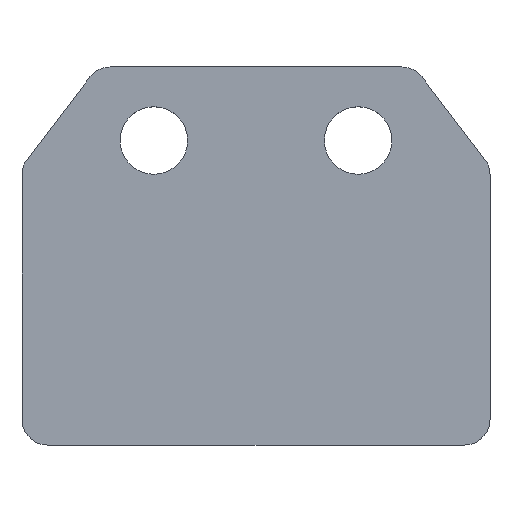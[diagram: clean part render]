
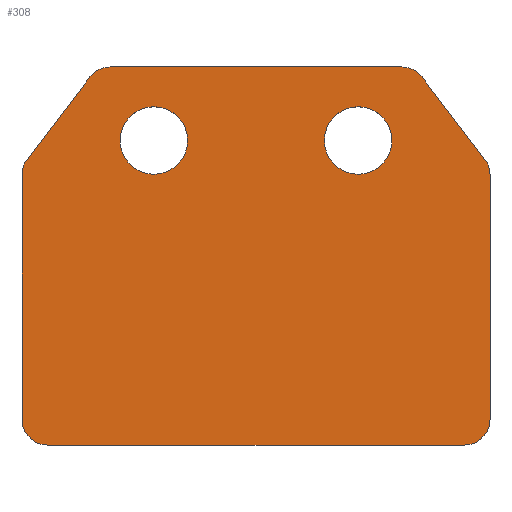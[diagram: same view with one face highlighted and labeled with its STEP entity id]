
A CAD part, top view. The second image highlights one B-rep face of the part: STEP entity #308.
In plain terms, the highlighted planar face has unit normal (0, 0, 1).
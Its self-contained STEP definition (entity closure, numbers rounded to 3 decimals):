
#17=FACE_BOUND('',#61,.T.);
#18=FACE_BOUND('',#62,.T.);
#26=PLANE('',#354);
#42=FACE_OUTER_BOUND('',#60,.T.);
#60=EDGE_LOOP('',(#271,#272,#273,#274,#275,#276,#277,#278,#279,#280,#281,
#282));
#61=EDGE_LOOP('',(#283));
#62=EDGE_LOOP('',(#284));
#67=LINE('',#462,#93);
#75=LINE('',#494,#101);
#78=LINE('',#502,#104);
#81=LINE('',#510,#107);
#84=LINE('',#518,#110);
#88=LINE('',#532,#114);
#93=VECTOR('',#369,10.);
#101=VECTOR('',#399,10.);
#104=VECTOR('',#408,10.);
#107=VECTOR('',#417,10.);
#110=VECTOR('',#426,10.);
#114=VECTOR('',#444,10.);
#115=CIRCLE('',#324,2.5);
#124=CIRCLE('',#336,2.5);
#125=CIRCLE('',#339,2.5);
#126=CIRCLE('',#342,2.5);
#127=CIRCLE('',#345,2.5);
#128=CIRCLE('',#348,2.5);
#129=CIRCLE('',#350,3.3);
#130=CIRCLE('',#352,3.3);
#131=VERTEX_POINT('',#449);
#132=VERTEX_POINT('',#450);
#136=VERTEX_POINT('',#460);
#148=VERTEX_POINT('',#488);
#149=VERTEX_POINT('',#492);
#150=VERTEX_POINT('',#496);
#151=VERTEX_POINT('',#500);
#152=VERTEX_POINT('',#504);
#153=VERTEX_POINT('',#508);
#154=VERTEX_POINT('',#512);
#155=VERTEX_POINT('',#516);
#156=VERTEX_POINT('',#520);
#157=VERTEX_POINT('',#524);
#158=VERTEX_POINT('',#528);
#159=EDGE_CURVE('',#131,#132,#115,.T.);
#165=EDGE_CURVE('',#131,#136,#67,.T.);
#178=EDGE_CURVE('',#148,#136,#124,.T.);
#181=EDGE_CURVE('',#148,#149,#75,.T.);
#182=EDGE_CURVE('',#150,#149,#125,.T.);
#185=EDGE_CURVE('',#150,#151,#78,.T.);
#186=EDGE_CURVE('',#152,#151,#126,.T.);
#189=EDGE_CURVE('',#152,#153,#81,.T.);
#190=EDGE_CURVE('',#154,#153,#127,.T.);
#193=EDGE_CURVE('',#154,#155,#84,.T.);
#194=EDGE_CURVE('',#156,#155,#128,.T.);
#196=EDGE_CURVE('',#157,#157,#129,.T.);
#198=EDGE_CURVE('',#158,#158,#130,.T.);
#200=EDGE_CURVE('',#156,#132,#88,.T.);
#271=ORIENTED_EDGE('',*,*,#159,.F.);
#272=ORIENTED_EDGE('',*,*,#165,.T.);
#273=ORIENTED_EDGE('',*,*,#178,.F.);
#274=ORIENTED_EDGE('',*,*,#181,.T.);
#275=ORIENTED_EDGE('',*,*,#182,.F.);
#276=ORIENTED_EDGE('',*,*,#185,.T.);
#277=ORIENTED_EDGE('',*,*,#186,.F.);
#278=ORIENTED_EDGE('',*,*,#189,.T.);
#279=ORIENTED_EDGE('',*,*,#190,.F.);
#280=ORIENTED_EDGE('',*,*,#193,.T.);
#281=ORIENTED_EDGE('',*,*,#194,.F.);
#282=ORIENTED_EDGE('',*,*,#200,.T.);
#283=ORIENTED_EDGE('',*,*,#198,.T.);
#284=ORIENTED_EDGE('',*,*,#196,.T.);
#308=ADVANCED_FACE('',(#42,#17,#18),#26,.T.);
#324=AXIS2_PLACEMENT_3D('',#451,#359,#360);
#336=AXIS2_PLACEMENT_3D('',#489,#393,#394);
#339=AXIS2_PLACEMENT_3D('',#497,#402,#403);
#342=AXIS2_PLACEMENT_3D('',#505,#411,#412);
#345=AXIS2_PLACEMENT_3D('',#513,#420,#421);
#348=AXIS2_PLACEMENT_3D('',#521,#429,#430);
#350=AXIS2_PLACEMENT_3D('',#525,#434,#435);
#352=AXIS2_PLACEMENT_3D('',#529,#439,#440);
#354=AXIS2_PLACEMENT_3D('',#533,#445,#446);
#359=DIRECTION('center_axis',(0.,0.,-1.));
#360=DIRECTION('ref_axis',(-0.444,0.896,0.));
#369=DIRECTION('',(-0.607,-0.795,0.));
#393=DIRECTION('center_axis',(0.,0.,-1.));
#394=DIRECTION('ref_axis',(-0.947,0.32,0.));
#399=DIRECTION('',(0.,-1.,0.));
#402=DIRECTION('center_axis',(0.,0.,-1.));
#403=DIRECTION('ref_axis',(-0.707,-0.707,0.));
#408=DIRECTION('',(1.,0.,0.));
#411=DIRECTION('center_axis',(0.,0.,-1.));
#412=DIRECTION('ref_axis',(0.707,-0.707,0.));
#417=DIRECTION('',(0.,1.,0.));
#420=DIRECTION('center_axis',(0.,0.,-1.));
#421=DIRECTION('ref_axis',(0.947,0.32,0.));
#426=DIRECTION('',(-0.607,0.795,0.));
#429=DIRECTION('center_axis',(0.,0.,-1.));
#430=DIRECTION('ref_axis',(0.444,0.896,0.));
#434=DIRECTION('center_axis',(0.,0.,-1.));
#435=DIRECTION('ref_axis',(1.,0.,0.));
#439=DIRECTION('center_axis',(0.,0.,-1.));
#440=DIRECTION('ref_axis',(1.,0.,0.));
#444=DIRECTION('',(-1.,0.,0.));
#445=DIRECTION('center_axis',(0.,0.,1.));
#446=DIRECTION('ref_axis',(1.,0.,0.));
#449=CARTESIAN_POINT('',(-16.25,17.516,3.));
#450=CARTESIAN_POINT('',(-14.263,18.5,3.));
#451=CARTESIAN_POINT('Origin',(-14.263,16.,3.));
#460=CARTESIAN_POINT('',(-22.388,9.472,3.));
#462=CARTESIAN_POINT('',(-22.9,8.8,3.));
#488=CARTESIAN_POINT('',(-22.9,7.955,3.));
#489=CARTESIAN_POINT('Origin',(-20.4,7.955,3.));
#492=CARTESIAN_POINT('',(-22.9,-16.,3.));
#494=CARTESIAN_POINT('',(-22.9,-18.5,3.));
#496=CARTESIAN_POINT('',(-20.4,-18.5,3.));
#497=CARTESIAN_POINT('Origin',(-20.4,-16.,3.));
#500=CARTESIAN_POINT('',(20.4,-18.5,3.));
#502=CARTESIAN_POINT('',(22.9,-18.5,3.));
#504=CARTESIAN_POINT('',(22.9,-16.,3.));
#505=CARTESIAN_POINT('Origin',(20.4,-16.,3.));
#508=CARTESIAN_POINT('',(22.9,7.955,3.));
#510=CARTESIAN_POINT('',(22.9,8.8,3.));
#512=CARTESIAN_POINT('',(22.388,9.472,3.));
#513=CARTESIAN_POINT('Origin',(20.4,7.955,3.));
#516=CARTESIAN_POINT('',(16.25,17.516,3.));
#518=CARTESIAN_POINT('',(22.9,8.8,3.));
#520=CARTESIAN_POINT('',(14.263,18.5,3.));
#521=CARTESIAN_POINT('Origin',(14.263,16.,3.));
#524=CARTESIAN_POINT('',(-13.3,11.3,3.));
#525=CARTESIAN_POINT('Origin',(-10.,11.3,3.));
#528=CARTESIAN_POINT('',(6.7,11.3,3.));
#529=CARTESIAN_POINT('Origin',(10.,11.3,3.));
#532=CARTESIAN_POINT('',(-15.5,18.5,3.));
#533=CARTESIAN_POINT('Origin',(0.,0.,3.));
